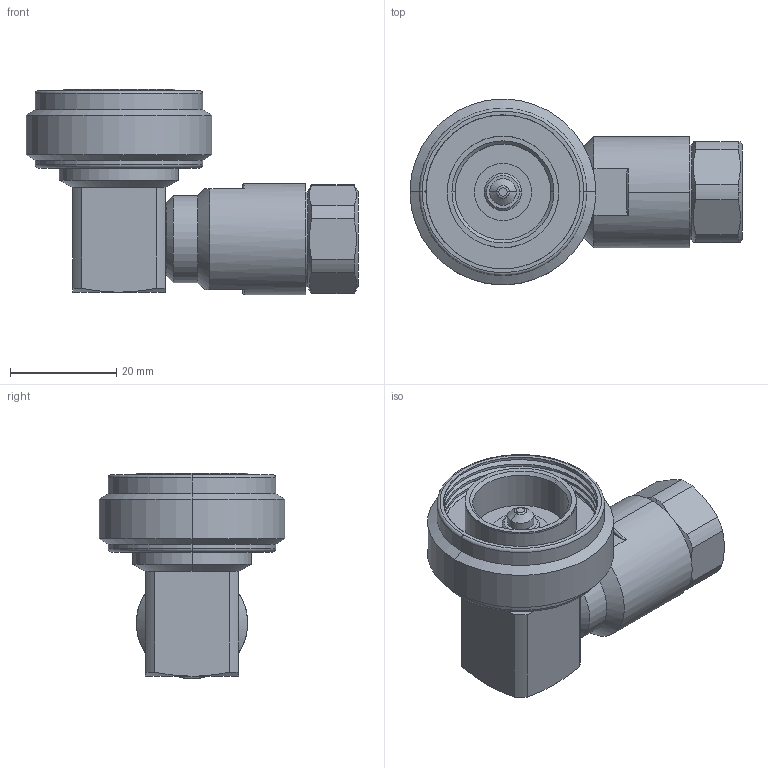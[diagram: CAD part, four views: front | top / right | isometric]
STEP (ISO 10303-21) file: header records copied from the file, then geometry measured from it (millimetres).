
FILE_DESCRIPTION((''),'2;1');
FILE_NAME('PRT0001','2021-09-02T',('1111'),(''),'PRO/ENGINEER BY PARAMETRIC TECHNOLOGY CORPORATION, 2012090','PRO/ENGINEER BY PARAMETRIC TECHNOLOGY CORPORATION, 2012090','');
FILE_SCHEMA(('CONFIG_CONTROL_DESIGN'));
Length unit declared in the file: millimetre
Products named in the file (1): PRT0001
Bounding box: 62.47 x 34.98 x 38.69 mm (x, y, z)
Volume: 27475.6 mm3; surface area: 9237.8 mm2
Topology: 1 solids, 1 shells, 110 faces, 252 edges, 154 vertices
Faces by surface type: cylinder 46, plane 31, cone 22, torus 8, bspline 3
Entity records: 4300 total; most frequent: CARTESIAN_POINT 1778, DIRECTION 538, ORIENTED_EDGE 504, EDGE_CURVE 252, AXIS2_PLACEMENT_3D 222, VERTEX_POINT 154, EDGE_LOOP 120, CIRCLE 115
